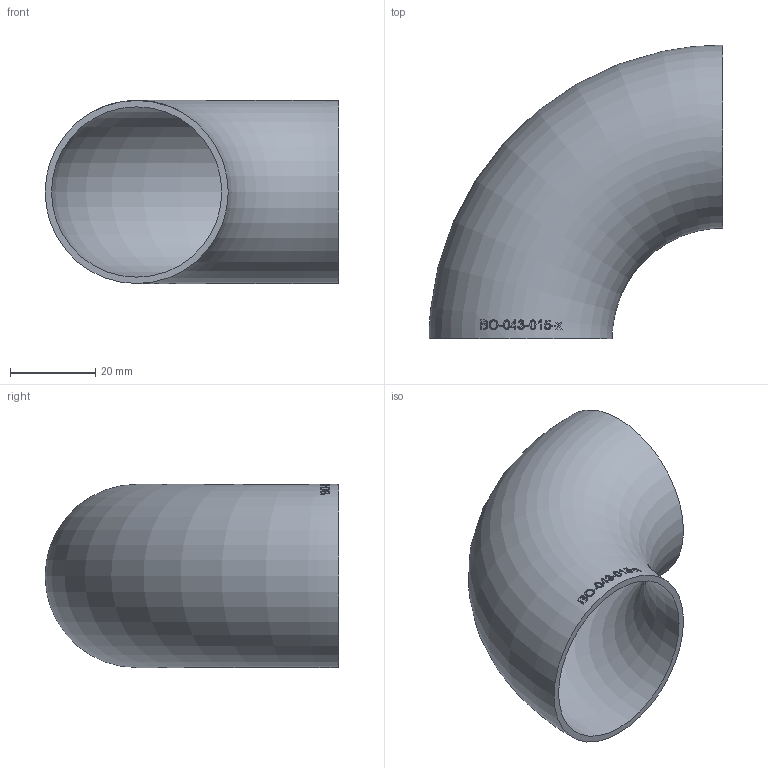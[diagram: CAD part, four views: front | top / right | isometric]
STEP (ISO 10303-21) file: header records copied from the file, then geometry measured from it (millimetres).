
FILE_DESCRIPTION (( 'STEP AP214' ), '1' );
FILE_NAME ('BO-043-015-x Bogen 1911.STEP', '2019-11-05T10:26:42', ( '' ), ( '' ), 'SwSTEP 2.0', 'SolidWorks 2016', '' );
FILE_SCHEMA (( 'AUTOMOTIVE_DESIGN' ));
Length unit declared in the file: millimetre
Products named in the file (1): BO-043-015-x Bogen 1911
Bounding box: 69 x 69 x 43 mm (x, y, z)
Volume: 14590.3 mm3; surface area: 19856.4 mm2
Topology: 1 solids, 1 shells, 143 faces, 373 edges, 249 vertices
Faces by surface type: plane 65, bspline 56, torus 22
Entity records: 8340 total; most frequent: CARTESIAN_POINT 4059, ORIENTED_EDGE 722, EDGE_CURVE 361, DIRECTION 299, VERTEX_POINT 242, B_SPLINE_CURVE_WITH_KNOTS 238, EDGE_LOOP 163, FACE_OUTER_BOUND 143
